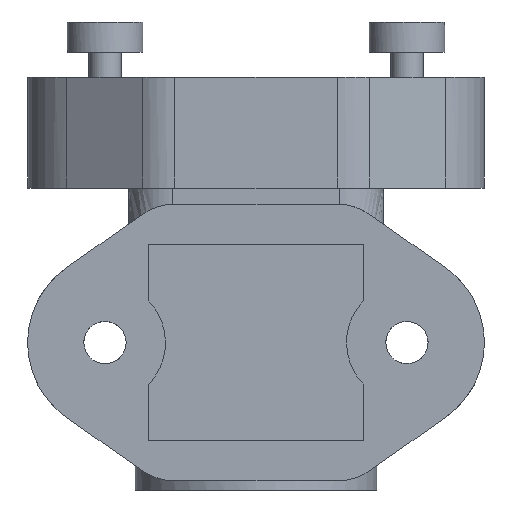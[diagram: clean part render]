
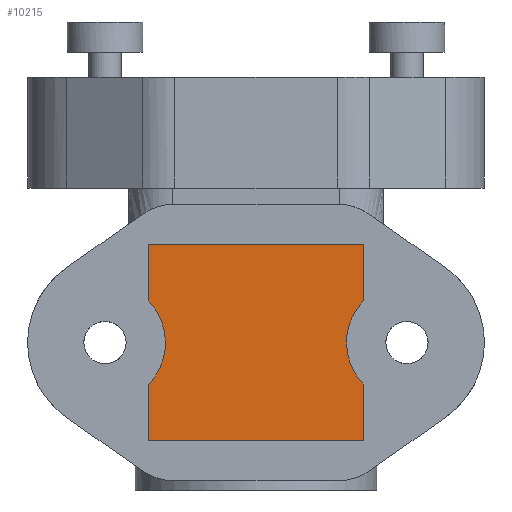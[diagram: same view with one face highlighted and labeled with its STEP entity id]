
A CAD part, front view. The second image highlights one B-rep face of the part: STEP entity #10215.
In plain terms, the highlighted free-form (B-spline) face has degree [1, 1] with [2, 2] control points.
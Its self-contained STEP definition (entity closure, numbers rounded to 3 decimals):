
#8504=CARTESIAN_POINT('V63',(-10.65,31.35,
   -9.75));
#8505=VERTEX_POINT('V63',#8504);
#8511=CARTESIAN_POINT('V60',(-10.65,31.35,
   -4.132));
#8512=VERTEX_POINT('V60',#8511);
#8513=CARTESIAN_POINT('E89',(-10.65,31.35,
   -9.75));
#8514=CARTESIAN_POINT('E89',(-10.65,31.35,
   -4.132));
#8515=B_SPLINE_CURVE_WITH_KNOTS('E89',1,(#8513,#8514),
   .POLYLINE_FORM.,.F.,.U.,(2,2),(0.0,0.112),
   .UNSPECIFIED.);
#8516=EDGE_CURVE('E89',#8505,#8512,#8515,.T.);
#8531=CARTESIAN_POINT('V64',(10.65,31.35,
   -9.75));
#8532=VERTEX_POINT('V64',#8531);
#8540=CARTESIAN_POINT('E84',(10.65,31.35,
   -9.75));
#8541=CARTESIAN_POINT('E84',(-10.65,31.35,
   -9.75));
#8542=QUASI_UNIFORM_CURVE('E84',1,(#8540,#8541),.POLYLINE_FORM.,.F.,
   .U.);
#8543=EDGE_CURVE('E84',#8532,#8505,#8542,.T.);
#8571=CARTESIAN_POINT('V67',(10.65,31.35,
   9.75));
#8572=VERTEX_POINT('V67',#8571);
#8578=CARTESIAN_POINT('V62',(10.65,31.35,
   4.132));
#8579=VERTEX_POINT('V62',#8578);
#8580=CARTESIAN_POINT('E91',(10.65,31.35,
   9.75));
#8581=CARTESIAN_POINT('E91',(10.65,31.35,
   4.132));
#8582=B_SPLINE_CURVE_WITH_KNOTS('E91',1,(#8580,#8581),
   .POLYLINE_FORM.,.F.,.U.,(2,2),(0.61,
   0.722),.UNSPECIFIED.);
#8583=EDGE_CURVE('E91',#8572,#8579,#8582,.T.);
#8608=CARTESIAN_POINT('V61',(10.65,31.35,
   -4.132));
#8609=VERTEX_POINT('V61',#8608);
#8610=CARTESIAN_POINT('E81',(10.65,31.35,
   4.132));
#8611=CARTESIAN_POINT('E81',(6.724,31.35,
   0.0));
#8612=CARTESIAN_POINT('E81',(10.65,31.35,
   -4.132));
#8620=(BOUNDED_CURVE()B_SPLINE_CURVE(2,(#8610,#8611,#8612),
   .CIRCULAR_ARC.,.F.,.U.)CURVE()GEOMETRIC_REPRESENTATION_ITEM()
   QUASI_UNIFORM_CURVE()RATIONAL_B_SPLINE_CURVE((1.0,
   0.725,1.0))REPRESENTATION_ITEM('E81'));
#8621=EDGE_CURVE('E81',#8579,#8609,#8620,.T.);
#8651=CARTESIAN_POINT('E90',(10.65,31.35,
   -4.132));
#8652=CARTESIAN_POINT('E90',(10.65,31.35,
   -9.75));
#8653=B_SPLINE_CURVE_WITH_KNOTS('E90',1,(#8651,#8652),
   .POLYLINE_FORM.,.F.,.U.,(2,2),(0.888,1.0),
   .UNSPECIFIED.);
#8654=EDGE_CURVE('E90',#8609,#8532,#8653,.T.);
#10122=CARTESIAN_POINT('V59',(-10.65,31.35,
   4.132));
#10123=VERTEX_POINT('V59',#10122);
#10124=CARTESIAN_POINT('E78',(-10.65,31.35,
   -4.132));
#10125=CARTESIAN_POINT('E78',(-6.724,31.35,
   0.));
#10126=CARTESIAN_POINT('E78',(-10.65,31.35,
   4.132));
#10134=(BOUNDED_CURVE()B_SPLINE_CURVE(2,(#10124,#10125,#10126),
   .CIRCULAR_ARC.,.F.,.U.)CURVE()GEOMETRIC_REPRESENTATION_ITEM()
   QUASI_UNIFORM_CURVE()RATIONAL_B_SPLINE_CURVE((1.0,
   0.725,1.0))REPRESENTATION_ITEM('E78'));
#10135=EDGE_CURVE('E78',#8512,#10123,#10134,.T.);
#10151=CARTESIAN_POINT('V66',(-10.65,31.35,
   9.75));
#10152=VERTEX_POINT('V66',#10151);
#10153=CARTESIAN_POINT('E88',(-10.65,31.35,
   4.132));
#10154=CARTESIAN_POINT('E88',(-10.65,31.35,
   9.75));
#10155=B_SPLINE_CURVE_WITH_KNOTS('E88',1,(#10153,#10154),
   .POLYLINE_FORM.,.F.,.U.,(2,2),(0.278,
   0.39),.UNSPECIFIED.);
#10156=EDGE_CURVE('E88',#10123,#10152,#10155,.T.);
#10168=CARTESIAN_POINT('F103',(10.75,31.35,
   -9.85));
#10169=CARTESIAN_POINT('F103',(-10.75,
   31.35,-9.85));
#10170=CARTESIAN_POINT('F103',(10.75,31.35,
   27.45));
#10171=CARTESIAN_POINT('F103',(-10.75,
   31.35,27.45));
#10172=B_SPLINE_SURFACE_WITH_KNOTS('F103',1,1,((#10168,#10170),(
   #10169,#10171)),.PLANE_SURF.,.F.,.F.,.U.,(2,2),(2,2),(0.0,1.0),
   (0.0,1.735),.UNSPECIFIED.);
#10173=CARTESIAN_POINT('V165',(-8.867,31.35,
   9.75));
#10174=VERTEX_POINT('V165',#10173);
#10175=CARTESIAN_POINT('E244',(-10.65,
   31.35,9.75));
#10176=CARTESIAN_POINT('E244',(-8.867,31.35,
   9.75));
#10177=B_SPLINE_CURVE_WITH_KNOTS('E244',1,(#10175,#10176),
   .POLYLINE_FORM.,.F.,.U.,(2,2),(0.916,1.0),
   .UNSPECIFIED.);
#10178=EDGE_CURVE('E244',#10152,#10174,#10177,.T.);
#10179=ORIENTED_EDGE('E244',*,*,#10178,.F.);
#10180=ORIENTED_EDGE('E88',*,*,#10156,.F.);
#10181=ORIENTED_EDGE('E78',*,*,#10135,.F.);
#10182=ORIENTED_EDGE('E89',*,*,#8516,.F.);
#10183=ORIENTED_EDGE('E84',*,*,#8543,.F.);
#10184=ORIENTED_EDGE('E90',*,*,#8654,.F.);
#10185=ORIENTED_EDGE('E81',*,*,#8621,.F.);
#10186=ORIENTED_EDGE('E91',*,*,#8583,.F.);
#10187=CARTESIAN_POINT('V166',(8.867,31.35,
   9.75));
#10188=VERTEX_POINT('V166',#10187);
#10189=CARTESIAN_POINT('E245',(8.867,31.35,
   9.75));
#10190=CARTESIAN_POINT('E245',(10.65,31.35,
   9.75));
#10191=B_SPLINE_CURVE_WITH_KNOTS('E245',1,(#10189,#10190),
   .POLYLINE_FORM.,.F.,.U.,(2,2),(0.0,0.084),
   .UNSPECIFIED.);
#10192=EDGE_CURVE('E245',#10188,#8572,#10191,.T.);
#10193=ORIENTED_EDGE('E245',*,*,#10192,.F.);
#10194=CARTESIAN_POINT('V145',(8.867,31.35,
   26.35));
#10195=VERTEX_POINT('V145',#10194);
#10196=CARTESIAN_POINT('E264',(8.867,31.35,
   26.35));
#10197=CARTESIAN_POINT('E264',(8.867,31.35,
   9.75));
#10198=QUASI_UNIFORM_CURVE('E264',1,(#10196,#10197),.POLYLINE_FORM.,
   .F.,.U.);
#10199=EDGE_CURVE('E264',#10195,#10188,#10198,.T.);
#10200=ORIENTED_EDGE('E264',*,*,#10199,.F.);
#10201=CARTESIAN_POINT('V146',(-8.867,31.35,
   26.35));
#10202=VERTEX_POINT('V146',#10201);
#10203=CARTESIAN_POINT('E207',(-8.867,31.35,
   26.35));
#10204=CARTESIAN_POINT('E207',(8.867,31.35,
   26.35));
#10205=QUASI_UNIFORM_CURVE('E207',1,(#10203,#10204),.POLYLINE_FORM.,
   .F.,.U.);
#10206=EDGE_CURVE('E207',#10202,#10195,#10205,.T.);
#10207=ORIENTED_EDGE('E207',*,*,#10206,.F.);
#10208=CARTESIAN_POINT('E257',(-8.867,31.35,
   9.75));
#10209=CARTESIAN_POINT('E257',(-8.867,31.35,
   26.35));
#10210=QUASI_UNIFORM_CURVE('E257',1,(#10208,#10209),.POLYLINE_FORM.,
   .F.,.U.);
#10211=EDGE_CURVE('E257',#10174,#10202,#10210,.T.);
#10212=ORIENTED_EDGE('E257',*,*,#10211,.F.);
#10213=EDGE_LOOP('F103',(#10179,#10180,#10181,#10182,#10183,#10184,
   #10185,#10186,#10193,#10200,#10207,#10212));
#10214=FACE_OUTER_BOUND('F103',#10213,.T.);
#10215=ADVANCED_FACE('F103',(#10214),#10172,.F.);
